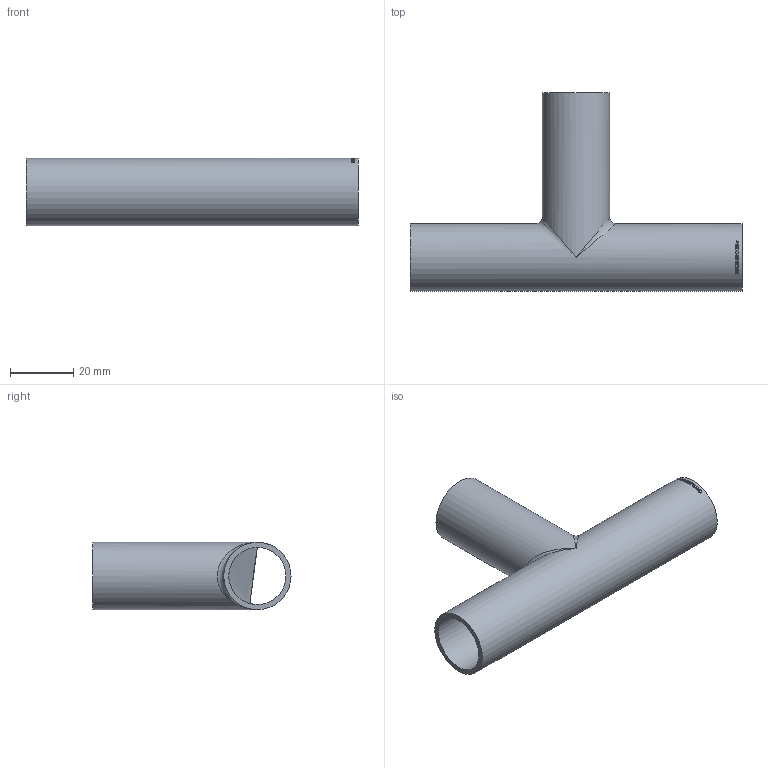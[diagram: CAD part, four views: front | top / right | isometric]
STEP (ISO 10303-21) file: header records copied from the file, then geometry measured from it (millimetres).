
FILE_DESCRIPTION (( 'STEP AP214' ), '1' );
FILE_NAME ('ORTR-021X16-x T-Stück 2004.STEP', '2020-04-06T10:53:30', ( '' ), ( '' ), 'SwSTEP 2.0', 'SolidWorks 2019', '' );
FILE_SCHEMA (( 'AUTOMOTIVE_DESIGN' ));
Length unit declared in the file: millimetre
Products named in the file (1): ORTR-021X16-x T-Stück 2004
Bounding box: 105 x 62.65 x 21.3 mm (x, y, z)
Volume: 14262.5 mm3; surface area: 18122.2 mm2
Topology: 1 solids, 1 shells, 175 faces, 466 edges, 302 vertices
Faces by surface type: bspline 95, plane 58, cylinder 22
Full cylindrical faces by diameter (mm): 18.1 x2, 21.3 x2
Entity records: 12338 total; most frequent: CARTESIAN_POINT 7078, ORIENTED_EDGE 904, EDGE_CURVE 452, DIRECTION 388, VERTEX_POINT 302, B_SPLINE_CURVE_WITH_KNOTS 292, EDGE_LOOP 202, FACE_OUTER_BOUND 179
